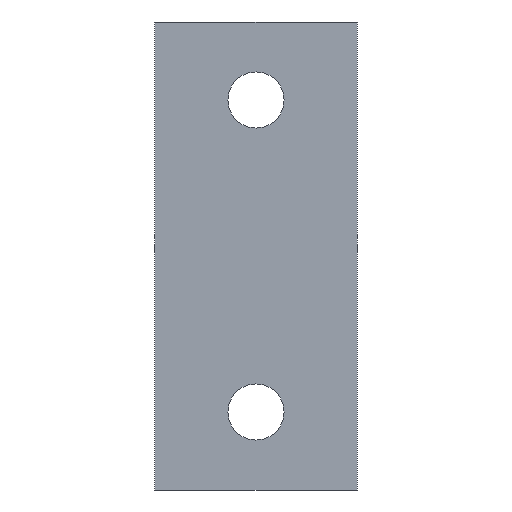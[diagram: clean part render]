
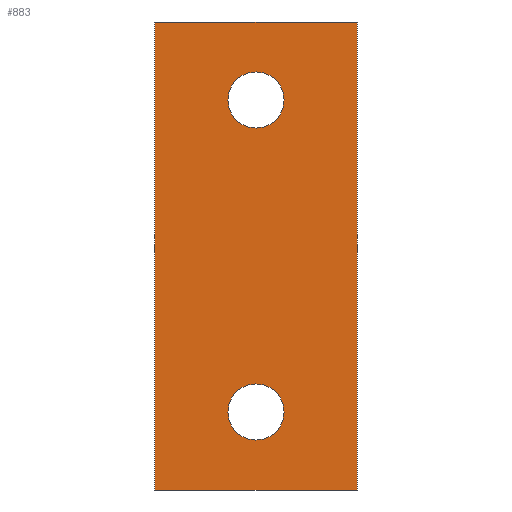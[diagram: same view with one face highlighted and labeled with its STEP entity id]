
A CAD part, front view. The second image highlights one B-rep face of the part: STEP entity #883.
In plain terms, the highlighted face is planar.
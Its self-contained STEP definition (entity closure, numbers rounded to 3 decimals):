
#8 = EDGE_CURVE ( 'NONE', #1461, #1620, #489, .T. ) ;
#13 = DIRECTION ( 'NONE',  ( 0., 0., 1. ) ) ;
#56 = VERTEX_POINT ( 'NONE', #650 ) ;
#64 = DIRECTION ( 'NONE',  ( 0., -1., 0. ) ) ;
#72 = DIRECTION ( 'NONE',  ( 0., 0., 1. ) ) ;
#82 = VERTEX_POINT ( 'NONE', #1044 ) ;
#117 = CARTESIAN_POINT ( 'NONE',  ( 150., 65., 0. ) ) ;
#157 = AXIS2_PLACEMENT_3D ( 'NONE', #263, #1154, #389 ) ;
#204 = ORIENTED_EDGE ( 'NONE', *, *, #8, .F. ) ;
#245 = CIRCLE ( 'NONE', #615, 9. ) ;
#262 = VECTOR ( 'NONE', #64, 1000. ) ;
#263 = CARTESIAN_POINT ( 'NONE',  ( 25., 32.5, 0. ) ) ;
#290 = EDGE_LOOP ( 'NONE', ( #681, #526 ) ) ;
#303 = LINE ( 'NONE', #442, #262 ) ;
#307 = CARTESIAN_POINT ( 'NONE',  ( 125., 32.5, 0. ) ) ;
#308 = AXIS2_PLACEMENT_3D ( 'NONE', #1106, #597, #1486 ) ;
#349 = VECTOR ( 'NONE', #1415, 1000. ) ;
#365 = CARTESIAN_POINT ( 'NONE',  ( 150., 0., 0. ) ) ;
#367 = AXIS2_PLACEMENT_3D ( 'NONE', #831, #72, #963 ) ;
#382 = CARTESIAN_POINT ( 'NONE',  ( 134., 32.5, 0. ) ) ;
#389 = DIRECTION ( 'NONE',  ( 1., 0., 0. ) ) ;
#434 = EDGE_CURVE ( 'NONE', #1445, #1461, #682, .T. ) ;
#437 = DIRECTION ( 'NONE',  ( -1., 0., 0. ) ) ;
#442 = CARTESIAN_POINT ( 'NONE',  ( 0., 0., 0. ) ) ;
#489 = LINE ( 'NONE', #1011, #1466 ) ;
#526 = ORIENTED_EDGE ( 'NONE', *, *, #984, .T. ) ;
#597 = DIRECTION ( 'NONE',  ( 0., 0., -1. ) ) ;
#615 = AXIS2_PLACEMENT_3D ( 'NONE', #764, #13, #903 ) ;
#646 = CARTESIAN_POINT ( 'NONE',  ( 150., 0., 0. ) ) ;
#650 = CARTESIAN_POINT ( 'NONE',  ( 0., 0., 0. ) ) ;
#651 = EDGE_CURVE ( 'NONE', #82, #912, #1162, .T. ) ;
#661 = FACE_BOUND ( 'NONE', #290, .T. ) ;
#681 = ORIENTED_EDGE ( 'NONE', *, *, #1553, .T. ) ;
#682 = LINE ( 'NONE', #646, #349 ) ;
#692 = ORIENTED_EDGE ( 'NONE', *, *, #1372, .T. ) ;
#735 = CIRCLE ( 'NONE', #157, 9. ) ;
#764 = CARTESIAN_POINT ( 'NONE',  ( 25., 32.5, 0. ) ) ;
#765 = CARTESIAN_POINT ( 'NONE',  ( 0., 65., 0. ) ) ;
#775 = DIRECTION ( 'NONE',  ( -1., 0., 0. ) ) ;
#831 = CARTESIAN_POINT ( 'NONE',  ( 125., 32.5, 0. ) ) ;
#840 = ORIENTED_EDGE ( 'NONE', *, *, #951, .F. ) ;
#850 = VERTEX_POINT ( 'NONE', #1477 ) ;
#883 = ADVANCED_FACE ( 'NONE', ( #661, #1093, #1008 ), #977, .T. ) ;
#889 = ORIENTED_EDGE ( 'NONE', *, *, #1321, .F. ) ;
#903 = DIRECTION ( 'NONE',  ( 1., 0., 0. ) ) ;
#912 = VERTEX_POINT ( 'NONE', #382 ) ;
#934 = ORIENTED_EDGE ( 'NONE', *, *, #434, .F. ) ;
#951 = EDGE_CURVE ( 'NONE', #56, #1445, #1612, .T. ) ;
#963 = DIRECTION ( 'NONE',  ( -1., 0., 0. ) ) ;
#977 = PLANE ( 'NONE',  #308 ) ;
#984 = EDGE_CURVE ( 'NONE', #1076, #850, #245, .T. ) ;
#995 = EDGE_LOOP ( 'NONE', ( #1176, #692 ) ) ;
#1008 = FACE_BOUND ( 'NONE', #995, .T. ) ;
#1011 = CARTESIAN_POINT ( 'NONE',  ( 0., 65., 0. ) ) ;
#1044 = CARTESIAN_POINT ( 'NONE',  ( 116., 32.5, 0. ) ) ;
#1076 = VERTEX_POINT ( 'NONE', #1416 ) ;
#1093 = FACE_OUTER_BOUND ( 'NONE', #1117, .T. ) ;
#1106 = CARTESIAN_POINT ( 'NONE',  ( 0., 0., 0. ) ) ;
#1117 = EDGE_LOOP ( 'NONE', ( #889, #204, #934, #840 ) ) ;
#1154 = DIRECTION ( 'NONE',  ( 0., 0., 1. ) ) ;
#1162 = CIRCLE ( 'NONE', #1249, 9. ) ;
#1176 = ORIENTED_EDGE ( 'NONE', *, *, #651, .T. ) ;
#1201 = DIRECTION ( 'NONE',  ( 0., 0., 1. ) ) ;
#1247 = CIRCLE ( 'NONE', #367, 9. ) ;
#1249 = AXIS2_PLACEMENT_3D ( 'NONE', #307, #1201, #437 ) ;
#1270 = DIRECTION ( 'NONE',  ( 1., 0., 0. ) ) ;
#1321 = EDGE_CURVE ( 'NONE', #1620, #56, #303, .T. ) ;
#1372 = EDGE_CURVE ( 'NONE', #912, #82, #1247, .T. ) ;
#1402 = CARTESIAN_POINT ( 'NONE',  ( 0., 0., 0. ) ) ;
#1415 = DIRECTION ( 'NONE',  ( 0., 1., 0. ) ) ;
#1416 = CARTESIAN_POINT ( 'NONE',  ( 34., 32.5, 0. ) ) ;
#1445 = VERTEX_POINT ( 'NONE', #365 ) ;
#1461 = VERTEX_POINT ( 'NONE', #117 ) ;
#1466 = VECTOR ( 'NONE', #775, 1000. ) ;
#1477 = CARTESIAN_POINT ( 'NONE',  ( 16., 32.5, 0. ) ) ;
#1486 = DIRECTION ( 'NONE',  ( -1., 0., 0. ) ) ;
#1553 = EDGE_CURVE ( 'NONE', #850, #1076, #735, .T. ) ;
#1612 = LINE ( 'NONE', #1402, #1646 ) ;
#1620 = VERTEX_POINT ( 'NONE', #765 ) ;
#1646 = VECTOR ( 'NONE', #1270, 1000. ) ;
